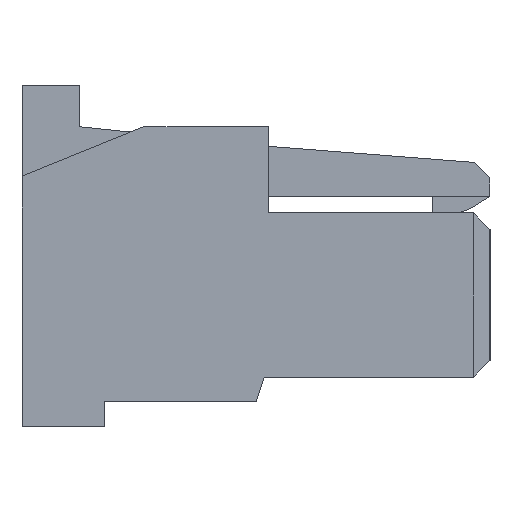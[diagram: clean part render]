
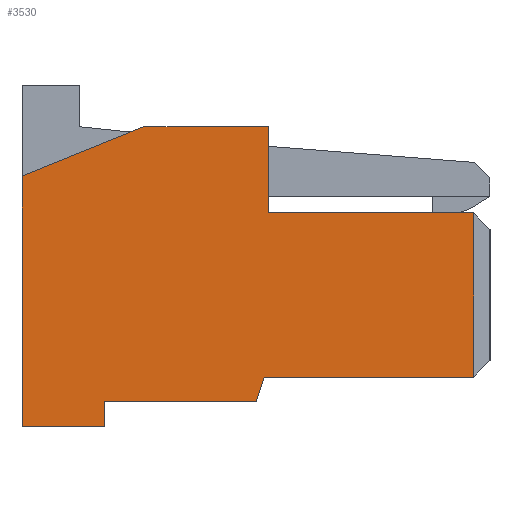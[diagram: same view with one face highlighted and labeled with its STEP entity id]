
A CAD part, left-side view. The second image highlights one B-rep face of the part: STEP entity #3530.
In plain terms, the highlighted planar face has unit normal (-1, 0, 0).
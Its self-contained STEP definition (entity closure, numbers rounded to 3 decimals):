
#246 = VERTEX_POINT ( 'NONE', #7978 ) ;
#329 = EDGE_LOOP ( 'NONE', ( #8142, #4820, #1024, #2134, #4777, #3920, #6476, #1358, #1484, #5202, #6069 ) ) ;
#390 = CARTESIAN_POINT ( 'NONE',  ( -3.075, 2.7, 0.525 ) ) ;
#430 = EDGE_CURVE ( 'NONE', #510, #4773, #7804, .T. ) ;
#510 = VERTEX_POINT ( 'NONE', #5113 ) ;
#544 = CARTESIAN_POINT ( 'NONE',  ( -3.075, 4.7, -2.075 ) ) ;
#646 = DIRECTION ( 'NONE',  ( -1., 0., 0. ) ) ;
#785 = EDGE_CURVE ( 'NONE', #6826, #2419, #1810, .T. ) ;
#797 = CARTESIAN_POINT ( 'NONE',  ( -3.075, 0.2, 0.525 ) ) ;
#835 = LINE ( 'NONE', #797, #5839 ) ;
#934 = VERTEX_POINT ( 'NONE', #4585 ) ;
#1024 = ORIENTED_EDGE ( 'NONE', *, *, #4168, .F. ) ;
#1135 = VERTEX_POINT ( 'NONE', #390 ) ;
#1136 = CARTESIAN_POINT ( 'NONE',  ( -3.075, 2.85, -1.775 ) ) ;
#1243 = LINE ( 'NONE', #2487, #7174 ) ;
#1252 = LINE ( 'NONE', #5938, #3767 ) ;
#1272 = DIRECTION ( 'NONE',  ( 0., -0.316, 0.949 ) ) ;
#1358 = ORIENTED_EDGE ( 'NONE', *, *, #4912, .F. ) ;
#1449 = VECTOR ( 'NONE', #1272, 1000. ) ;
#1484 = ORIENTED_EDGE ( 'NONE', *, *, #430, .T. ) ;
#1810 = LINE ( 'NONE', #8350, #4097 ) ;
#1840 = DIRECTION ( 'NONE',  ( 0., 0., 1. ) ) ;
#1924 = CARTESIAN_POINT ( 'NONE',  ( -3.075, 0.2, -1.475 ) ) ;
#2016 = DIRECTION ( 'NONE',  ( 0., 1., 0. ) ) ;
#2111 = LINE ( 'NONE', #2830, #5028 ) ;
#2134 = ORIENTED_EDGE ( 'NONE', *, *, #4879, .F. ) ;
#2186 = EDGE_CURVE ( 'NONE', #3912, #3720, #6337, .T. ) ;
#2242 = VECTOR ( 'NONE', #7530, 1000. ) ;
#2401 = EDGE_CURVE ( 'NONE', #3720, #246, #1243, .T. ) ;
#2419 = VERTEX_POINT ( 'NONE', #1924 ) ;
#2475 = AXIS2_PLACEMENT_3D ( 'NONE', #3973, #646, #4048 ) ;
#2487 = CARTESIAN_POINT ( 'NONE',  ( -3.075, 5.7, -2.075 ) ) ;
#2627 = CARTESIAN_POINT ( 'NONE',  ( -3.075, 2.75, -1.475 ) ) ;
#2709 = LINE ( 'NONE', #4146, #6398 ) ;
#2830 = CARTESIAN_POINT ( 'NONE',  ( -3.075, 2.85, -1.775 ) ) ;
#2851 = VECTOR ( 'NONE', #7029, 1000. ) ;
#3098 = LINE ( 'NONE', #544, #6534 ) ;
#3228 = VERTEX_POINT ( 'NONE', #5002 ) ;
#3473 = CARTESIAN_POINT ( 'NONE',  ( -3.075, 0.2, 0.525 ) ) ;
#3530 = ADVANCED_FACE ( 'NONE', ( #4621 ), #7948, .T. ) ;
#3556 = EDGE_CURVE ( 'NONE', #934, #1135, #4171, .T. ) ;
#3644 = LINE ( 'NONE', #8179, #2851 ) ;
#3720 = VERTEX_POINT ( 'NONE', #7040 ) ;
#3767 = VECTOR ( 'NONE', #2016, 1000. ) ;
#3912 = VERTEX_POINT ( 'NONE', #5805 ) ;
#3920 = ORIENTED_EDGE ( 'NONE', *, *, #2186, .F. ) ;
#3973 = CARTESIAN_POINT ( 'NONE',  ( -3.075, 0., -2.075 ) ) ;
#4048 = DIRECTION ( 'NONE',  ( 0., 0., 1. ) ) ;
#4073 = VERTEX_POINT ( 'NONE', #4805 ) ;
#4088 = DIRECTION ( 'NONE',  ( 0., 0., -1. ) ) ;
#4097 = VECTOR ( 'NONE', #6240, 1000. ) ;
#4135 = EDGE_CURVE ( 'NONE', #3912, #3228, #3098, .T. ) ;
#4146 = CARTESIAN_POINT ( 'NONE',  ( -3.075, 5.7, 0.975 ) ) ;
#4168 = EDGE_CURVE ( 'NONE', #4073, #934, #3644, .T. ) ;
#4171 = LINE ( 'NONE', #8063, #5201 ) ;
#4421 = DIRECTION ( 'NONE',  ( 0., 0., 1. ) ) ;
#4585 = CARTESIAN_POINT ( 'NONE',  ( -3.075, 2.7, 1.575 ) ) ;
#4621 = FACE_OUTER_BOUND ( 'NONE', #329, .T. ) ;
#4773 = VERTEX_POINT ( 'NONE', #2627 ) ;
#4777 = ORIENTED_EDGE ( 'NONE', *, *, #2401, .F. ) ;
#4805 = CARTESIAN_POINT ( 'NONE',  ( -3.075, 4.215, 1.575 ) ) ;
#4820 = ORIENTED_EDGE ( 'NONE', *, *, #3556, .F. ) ;
#4879 = EDGE_CURVE ( 'NONE', #246, #4073, #2709, .T. ) ;
#4912 = EDGE_CURVE ( 'NONE', #510, #3228, #2111, .T. ) ;
#5002 = CARTESIAN_POINT ( 'NONE',  ( -3.075, 4.7, -1.775 ) ) ;
#5028 = VECTOR ( 'NONE', #7879, 1000. ) ;
#5113 = CARTESIAN_POINT ( 'NONE',  ( -3.075, 2.85, -1.775 ) ) ;
#5201 = VECTOR ( 'NONE', #4088, 1000. ) ;
#5202 = ORIENTED_EDGE ( 'NONE', *, *, #8199, .F. ) ;
#5805 = CARTESIAN_POINT ( 'NONE',  ( -3.075, 4.7, -2.075 ) ) ;
#5839 = VECTOR ( 'NONE', #7293, 1000. ) ;
#5938 = CARTESIAN_POINT ( 'NONE',  ( -3.075, 0.2, -1.475 ) ) ;
#6069 = ORIENTED_EDGE ( 'NONE', *, *, #785, .F. ) ;
#6240 = DIRECTION ( 'NONE',  ( 0., 0., -1. ) ) ;
#6337 = LINE ( 'NONE', #7025, #2242 ) ;
#6398 = VECTOR ( 'NONE', #6591, 1000. ) ;
#6476 = ORIENTED_EDGE ( 'NONE', *, *, #4135, .T. ) ;
#6534 = VECTOR ( 'NONE', #4421, 1000. ) ;
#6591 = DIRECTION ( 'NONE',  ( 0., -0.927, 0.375 ) ) ;
#6826 = VERTEX_POINT ( 'NONE', #3473 ) ;
#6849 = EDGE_CURVE ( 'NONE', #6826, #1135, #835, .T. ) ;
#7025 = CARTESIAN_POINT ( 'NONE',  ( -3.075, 4.7, -2.075 ) ) ;
#7029 = DIRECTION ( 'NONE',  ( 0., -1., 0. ) ) ;
#7040 = CARTESIAN_POINT ( 'NONE',  ( -3.075, 5.7, -2.075 ) ) ;
#7174 = VECTOR ( 'NONE', #1840, 1000. ) ;
#7293 = DIRECTION ( 'NONE',  ( 0., 1., 0. ) ) ;
#7530 = DIRECTION ( 'NONE',  ( 0., 1., 0. ) ) ;
#7804 = LINE ( 'NONE', #1136, #1449 ) ;
#7879 = DIRECTION ( 'NONE',  ( 0., 1., 0. ) ) ;
#7948 = PLANE ( 'NONE',  #2475 ) ;
#7978 = CARTESIAN_POINT ( 'NONE',  ( -3.075, 5.7, 0.975 ) ) ;
#8063 = CARTESIAN_POINT ( 'NONE',  ( -3.075, 2.7, 1.575 ) ) ;
#8142 = ORIENTED_EDGE ( 'NONE', *, *, #6849, .T. ) ;
#8179 = CARTESIAN_POINT ( 'NONE',  ( -3.075, 4.215, 1.575 ) ) ;
#8199 = EDGE_CURVE ( 'NONE', #2419, #4773, #1252, .T. ) ;
#8350 = CARTESIAN_POINT ( 'NONE',  ( -3.075, 0.2, 0.525 ) ) ;
